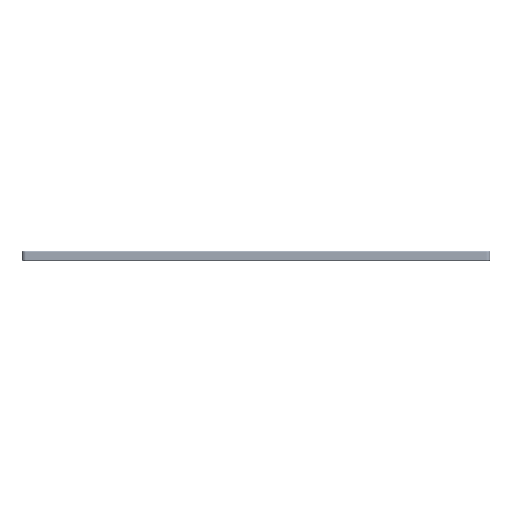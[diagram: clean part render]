
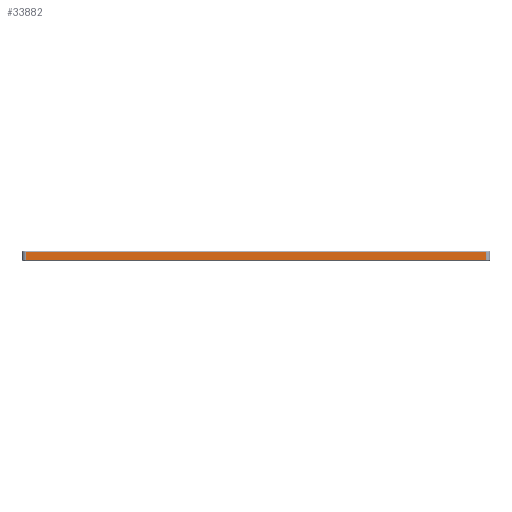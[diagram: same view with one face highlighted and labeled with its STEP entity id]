
A CAD part, left-side view. The second image highlights one B-rep face of the part: STEP entity #33882.
In plain terms, the highlighted planar face has unit normal (-1, 0, 0).
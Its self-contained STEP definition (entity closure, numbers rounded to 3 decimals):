
#1754 = DIRECTION ( 'NONE',  ( 0., 1., 0. ) ) ;
#7506 = DIRECTION ( 'NONE',  ( 0., 0., 1. ) ) ;
#8333 = DIRECTION ( 'NONE',  ( -1., 0., 0. ) ) ;
#8943 = PLANE ( 'NONE',  #41961 ) ;
#8985 = FACE_OUTER_BOUND ( 'NONE', #33426, .T. ) ;
#13086 = EDGE_CURVE ( 'NONE', #34368, #16823, #35418, .T. ) ;
#16636 = VECTOR ( 'NONE', #41410, 1000. ) ;
#16823 = VERTEX_POINT ( 'NONE', #46882 ) ;
#18140 = CARTESIAN_POINT ( 'NONE',  ( 0., 595., -11. ) ) ;
#18219 = ORIENTED_EDGE ( 'NONE', *, *, #56848, .T. ) ;
#26810 = DIRECTION ( 'NONE',  ( 0., -1., 0. ) ) ;
#27301 = CARTESIAN_POINT ( 'NONE',  ( 0., 595., -13. ) ) ;
#27762 = EDGE_CURVE ( 'NONE', #16823, #34633, #38647, .T. ) ;
#31863 = DIRECTION ( 'NONE',  ( 0., 0., 1. ) ) ;
#33426 = EDGE_LOOP ( 'NONE', ( #54086, #44670, #18219, #33627 ) ) ;
#33627 = ORIENTED_EDGE ( 'NONE', *, *, #13086, .T. ) ;
#33882 = ADVANCED_FACE ( 'NONE', ( #8985 ), #8943, .T. ) ;
#34368 = VERTEX_POINT ( 'NONE', #53188 ) ;
#34633 = VERTEX_POINT ( 'NONE', #18140 ) ;
#35418 = LINE ( 'NONE', #53473, #43529 ) ;
#38647 = LINE ( 'NONE', #27301, #16636 ) ;
#40149 = CARTESIAN_POINT ( 'NONE',  ( 0., 5., -11. ) ) ;
#41410 = DIRECTION ( 'NONE',  ( 0., 0., -1. ) ) ;
#41961 = AXIS2_PLACEMENT_3D ( 'NONE', #55983, #8333, #31863 ) ;
#42284 = LINE ( 'NONE', #55118, #57882 ) ;
#43529 = VECTOR ( 'NONE', #1754, 1000. ) ;
#44670 = ORIENTED_EDGE ( 'NONE', *, *, #59754, .T. ) ;
#46138 = VERTEX_POINT ( 'NONE', #40149 ) ;
#46882 = CARTESIAN_POINT ( 'NONE',  ( 0., 595., -2. ) ) ;
#49966 = VECTOR ( 'NONE', #26810, 1000. ) ;
#51053 = CARTESIAN_POINT ( 'NONE',  ( 0., 0., -11. ) ) ;
#53188 = CARTESIAN_POINT ( 'NONE',  ( 0., 5., -2. ) ) ;
#53473 = CARTESIAN_POINT ( 'NONE',  ( 0., 595., -2. ) ) ;
#54086 = ORIENTED_EDGE ( 'NONE', *, *, #27762, .T. ) ;
#55118 = CARTESIAN_POINT ( 'NONE',  ( 0., 5., -13. ) ) ;
#55983 = CARTESIAN_POINT ( 'NONE',  ( 0., 0., -13. ) ) ;
#56848 = EDGE_CURVE ( 'NONE', #46138, #34368, #42284, .T. ) ;
#57882 = VECTOR ( 'NONE', #7506, 1000. ) ;
#59754 = EDGE_CURVE ( 'NONE', #34633, #46138, #61059, .T. ) ;
#61059 = LINE ( 'NONE', #51053, #49966 ) ;
